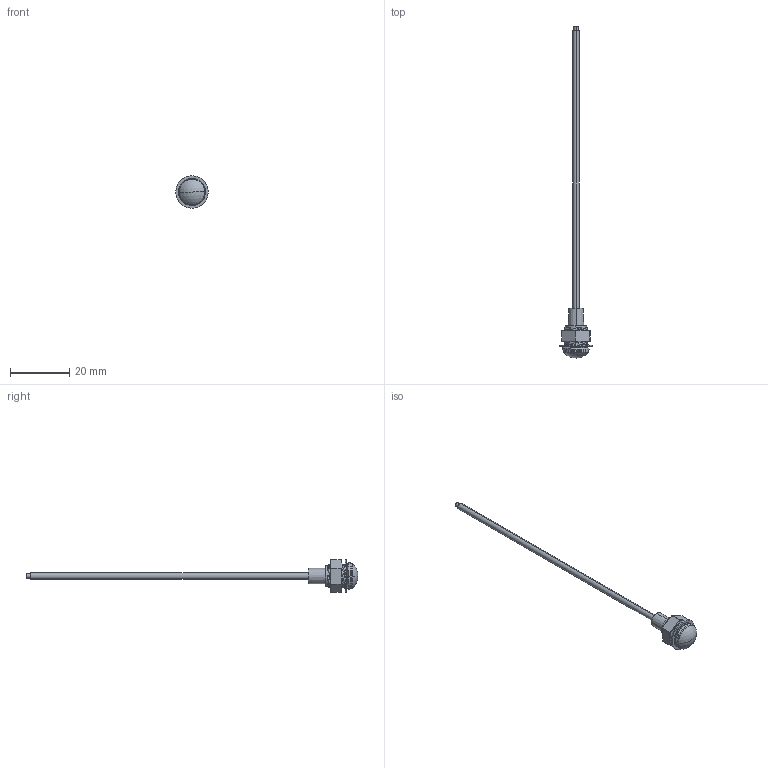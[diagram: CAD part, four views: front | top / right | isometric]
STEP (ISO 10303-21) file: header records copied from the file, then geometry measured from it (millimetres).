
FILE_DESCRIPTION (( 'STEP AP203' ), '1' );
FILE_NAME ('FLX 442 XXX XX.STEP', '2011-08-25T15:49:52', ( '' ), ( '' ), 'SwSTEP 2.0', 'SolidWorks 2011', '' );
FILE_SCHEMA (( 'CONFIG_CONTROL_DESIGN' ));
Length unit declared in the file: inch
Products named in the file (8): CLW 441_91757A109; CLS 442 BLK; 441 XXX; LCV 056 FLP; LO100; OF 22 XX; FLX 442  XXX XX; RTN 441
Assembly tree (6 placements, depth 2):
  LO100
  FLX 442  XXX XX
    CLW 441_91757A109
    LCV 056 FLP
    441 XXX
    OF 22 XX
    RTN 441
    CLS 442 BLK
Bounding box: 10.94 x 112.24 x 10.95 mm (x, y, z)
Volume: 1014.9 mm3; surface area: 3070.9 mm2
Topology: 7 solids, 7 shells, 343 faces, 931 edges, 598 vertices
Faces by surface type: bspline 148, cylinder 64, cone 62, plane 41, torus 24, sphere 4
Entity records: 16775 total; most frequent: CARTESIAN_POINT 8533, ORIENTED_EDGE 1846, DIRECTION 1124, EDGE_CURVE 923, VERTEX_POINT 598, AXIS2_PLACEMENT_3D 407, EDGE_LOOP 355, FACE_OUTER_BOUND 343
